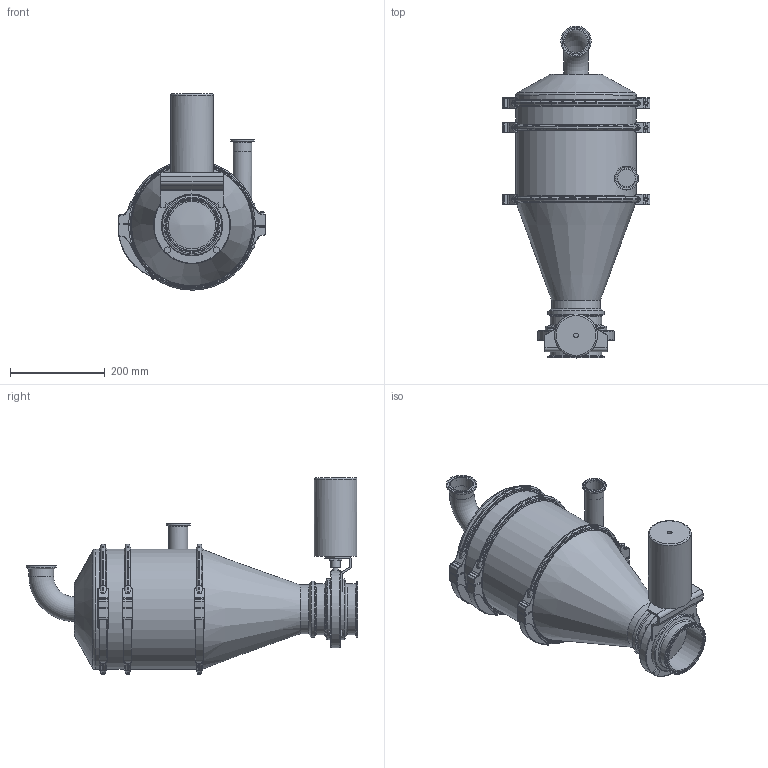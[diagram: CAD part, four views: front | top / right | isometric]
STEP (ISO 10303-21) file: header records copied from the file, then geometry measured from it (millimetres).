
FILE_DESCRIPTION(/* description */ (''),/* implementation_level */ '2;1');
FILE_NAME(/* name */ 'tmf06tc4spcc5m10.stp',/* time_stamp */ '2022-09-22T12:12:05+02:00',/* author */ ('enginyeria'),/* organization */ (''),/* preprocessor_version */ 'ST-DEVELOPER v17.2',/* originating_system */ 'Autodesk Inventor 2019',/* authorisation */ '');
FILE_SCHEMA (('AUTOMOTIVE_DESIGN { 1 0 10303 214 3 1 1 }'));
Length unit declared in the file: millimetre
Products named in the file (1): tmf06tc4spcc5m10
Bounding box: 311.6 x 700 x 414.31 mm (x, y, z)
Volume: 20996364.6 mm3; surface area: 809810.7 mm2
Topology: 3 solids, 3 shells, 1242 faces, 3219 edges, 2000 vertices
Faces by surface type: cylinder 333, plane 313, bspline 216, torus 208, cone 147, sphere 25
Full cylindrical faces by diameter (mm): 8 x6, 8.5 x4, 10 x1, 11.8 x1, 16 x1, 19.7 x1, 22 x1, 37 x1, 40 x1, 48 x2, 50.5 x1, 52 x1, 64 x1, 90 x1, 100 x1, 103 x1, 108 x2, 119 x2, 129 x2, 162 x1, 254 x3, 264.579 x1, 265.052 x2, 266 x6
Entity records: 52077 total; most frequent: CARTESIAN_POINT 21362, ORIENTED_EDGE 6438, DIRECTION 6053, EDGE_CURVE 3219, AXIS2_PLACEMENT_3D 2447, VERTEX_POINT 2000, CIRCLE 1390, EDGE_LOOP 1279
